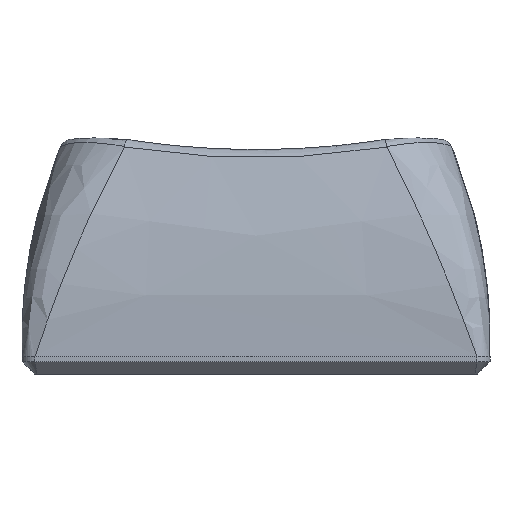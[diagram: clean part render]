
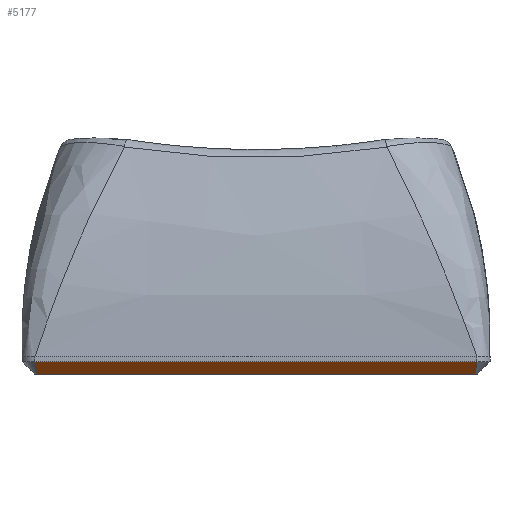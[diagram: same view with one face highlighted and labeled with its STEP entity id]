
A CAD part, front view. The second image highlights one B-rep face of the part: STEP entity #5177.
In plain terms, the highlighted planar face has unit normal (0, -0.707, -0.707).
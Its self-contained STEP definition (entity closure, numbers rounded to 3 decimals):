
#720 = PLANE('',#721);
#721 = AXIS2_PLACEMENT_3D('',#722,#723,#724);
#722 = CARTESIAN_POINT('',(-8.5,-9.,0.672));
#723 = DIRECTION('',(0.,-1.,0.));
#724 = DIRECTION('',(1.,0.,0.));
#1973 = VERTEX_POINT('',#1974);
#1974 = CARTESIAN_POINT('',(-8.5,-9.,0.48));
#2000 = EDGE_CURVE('',#1973,#2001,#2003,.T.);
#2001 = VERTEX_POINT('',#2002);
#2002 = CARTESIAN_POINT('',(8.5,-9.,0.48));
#2003 = SURFACE_CURVE('',#2004,(#2008,#2015),.PCURVE_S1.);
#2004 = LINE('',#2005,#2006);
#2005 = CARTESIAN_POINT('',(-8.5,-9.,0.48));
#2006 = VECTOR('',#2007,1.);
#2007 = DIRECTION('',(1.,0.,0.));
#2008 = PCURVE('',#720,#2009);
#2009 = DEFINITIONAL_REPRESENTATION('',(#2010),#2014);
#2010 = LINE('',#2011,#2012);
#2011 = CARTESIAN_POINT('',(0.,-0.192));
#2012 = VECTOR('',#2013,1.);
#2013 = DIRECTION('',(1.,0.));
#2014 = ( GEOMETRIC_REPRESENTATION_CONTEXT(2) 
PARAMETRIC_REPRESENTATION_CONTEXT() REPRESENTATION_CONTEXT('2D SPACE',''
  ) );
#2015 = PCURVE('',#2016,#2021);
#2016 = PLANE('',#2017);
#2017 = AXIS2_PLACEMENT_3D('',#2018,#2019,#2020);
#2018 = CARTESIAN_POINT('',(-8.5,-8.76,0.24));
#2019 = DIRECTION('',(0.,0.707,0.707)
  );
#2020 = DIRECTION('',(1.,0.,0.));
#2021 = DEFINITIONAL_REPRESENTATION('',(#2022),#2026);
#2022 = LINE('',#2023,#2024);
#2023 = CARTESIAN_POINT('',(0.,-0.339));
#2024 = VECTOR('',#2025,1.);
#2025 = DIRECTION('',(1.,0.));
#2026 = ( GEOMETRIC_REPRESENTATION_CONTEXT(2) 
PARAMETRIC_REPRESENTATION_CONTEXT() REPRESENTATION_CONTEXT('2D SPACE',''
  ) );
#3188 = CONICAL_SURFACE('',#3189,0.7,0.785);
#3189 = AXIS2_PLACEMENT_3D('',#3190,#3191,#3192);
#3190 = CARTESIAN_POINT('',(8.323,-8.323,0.48));
#3191 = DIRECTION('',(-0.,-0.,1.));
#3192 = DIRECTION('',(0.967,-0.253,0.));
#5177 = ADVANCED_FACE('',(#5178),#2016,.F.);
#5178 = FACE_BOUND('',#5179,.F.);
#5179 = EDGE_LOOP('',(#5180,#5215,#5216,#5246));
#5180 = ORIENTED_EDGE('',*,*,#5181,.F.);
#5181 = EDGE_CURVE('',#1973,#5182,#5184,.T.);
#5182 = VERTEX_POINT('',#5183);
#5183 = CARTESIAN_POINT('',(-8.42,-8.52,0.));
#5184 = SURFACE_CURVE('',#5185,(#5190,#5197),.PCURVE_S1.);
#5185 = PARABOLA('',#5186,0.008);
#5186 = AXIS2_PLACEMENT_3D('',#5187,#5188,#5189);
#5187 = CARTESIAN_POINT('',(-8.323,-8.311,
    -0.209));
#5188 = DIRECTION('',(0.,0.707,0.707)
  );
#5189 = DIRECTION('',(0.,-0.707,0.707)
  );
#5190 = PCURVE('',#2016,#5191);
#5191 = DEFINITIONAL_REPRESENTATION('',(#5192),#5196);
#5192 = B_SPLINE_CURVE_WITH_KNOTS('',2,(#5193,#5194,#5195),
  .UNSPECIFIED.,.F.,.F.,(3,3),(-0.177,-0.098),
  .PIECEWISE_BEZIER_KNOTS.);
#5193 = CARTESIAN_POINT('',(0.,-0.339));
#5194 = CARTESIAN_POINT('',(0.04,0.098));
#5195 = CARTESIAN_POINT('',(0.08,0.339));
#5196 = ( GEOMETRIC_REPRESENTATION_CONTEXT(2) 
PARAMETRIC_REPRESENTATION_CONTEXT() REPRESENTATION_CONTEXT('2D SPACE',''
  ) );
#5197 = PCURVE('',#5198,#5203);
#5198 = CONICAL_SURFACE('',#5199,0.7,0.785);
#5199 = AXIS2_PLACEMENT_3D('',#5200,#5201,#5202);
#5200 = CARTESIAN_POINT('',(-8.323,-8.323,0.48));
#5201 = DIRECTION('',(-0.,-0.,1.));
#5202 = DIRECTION('',(-0.253,-0.967,-0.));
#5203 = DEFINITIONAL_REPRESENTATION('',(#5204),#5214);
#5204 = B_SPLINE_CURVE_WITH_KNOTS('',8,(#5205,#5206,#5207,#5208,#5209,
    #5210,#5211,#5212,#5213),.UNSPECIFIED.,.F.,.F.,(9,9),(
    -0.177,-0.098),.PIECEWISE_BEZIER_KNOTS.);
#5205 = CARTESIAN_POINT('',(0.,0.));
#5206 = CARTESIAN_POINT('',(-0.014,-0.077));
#5207 = CARTESIAN_POINT('',(-0.03,-0.15));
#5208 = CARTESIAN_POINT('',(-0.048,-0.217));
#5209 = CARTESIAN_POINT('',(-0.069,-0.28));
#5210 = CARTESIAN_POINT('',(-0.094,-0.337));
#5211 = CARTESIAN_POINT('',(-0.123,-0.39));
#5212 = CARTESIAN_POINT('',(-0.158,-0.437));
#5213 = CARTESIAN_POINT('',(-0.203,-0.48));
#5214 = ( GEOMETRIC_REPRESENTATION_CONTEXT(2) 
PARAMETRIC_REPRESENTATION_CONTEXT() REPRESENTATION_CONTEXT('2D SPACE',''
  ) );
#5215 = ORIENTED_EDGE('',*,*,#2000,.T.);
#5216 = ORIENTED_EDGE('',*,*,#5217,.T.);
#5217 = EDGE_CURVE('',#2001,#5218,#5220,.T.);
#5218 = VERTEX_POINT('',#5219);
#5219 = CARTESIAN_POINT('',(8.42,-8.52,0.));
#5220 = SURFACE_CURVE('',#5221,(#5226,#5233),.PCURVE_S1.);
#5221 = PARABOLA('',#5222,0.008);
#5222 = AXIS2_PLACEMENT_3D('',#5223,#5224,#5225);
#5223 = CARTESIAN_POINT('',(8.323,-8.311,
    -0.209));
#5224 = DIRECTION('',(0.,-0.707,-0.707
    ));
#5225 = DIRECTION('',(0.,-0.707,0.707)
  );
#5226 = PCURVE('',#2016,#5227);
#5227 = DEFINITIONAL_REPRESENTATION('',(#5228),#5232);
#5228 = B_SPLINE_CURVE_WITH_KNOTS('',2,(#5229,#5230,#5231),
  .UNSPECIFIED.,.F.,.F.,(3,3),(-0.177,-0.098),
  .PIECEWISE_BEZIER_KNOTS.);
#5229 = CARTESIAN_POINT('',(17.,-0.339));
#5230 = CARTESIAN_POINT('',(16.96,0.098));
#5231 = CARTESIAN_POINT('',(16.92,0.339));
#5232 = ( GEOMETRIC_REPRESENTATION_CONTEXT(2) 
PARAMETRIC_REPRESENTATION_CONTEXT() REPRESENTATION_CONTEXT('2D SPACE',''
  ) );
#5233 = PCURVE('',#3188,#5234);
#5234 = DEFINITIONAL_REPRESENTATION('',(#5235),#5245);
#5235 = B_SPLINE_CURVE_WITH_KNOTS('',8,(#5236,#5237,#5238,#5239,#5240,
    #5241,#5242,#5243,#5244),.UNSPECIFIED.,.F.,.F.,(9,9),(
    -0.177,-0.098),.PIECEWISE_BEZIER_KNOTS.);
#5236 = CARTESIAN_POINT('',(-1.059,0.));
#5237 = CARTESIAN_POINT('',(-1.045,-0.077));
#5238 = CARTESIAN_POINT('',(-1.029,-0.15));
#5239 = CARTESIAN_POINT('',(-1.01,-0.217));
#5240 = CARTESIAN_POINT('',(-0.99,-0.28));
#5241 = CARTESIAN_POINT('',(-0.965,-0.337));
#5242 = CARTESIAN_POINT('',(-0.936,-0.39));
#5243 = CARTESIAN_POINT('',(-0.901,-0.437));
#5244 = CARTESIAN_POINT('',(-0.856,-0.48));
#5245 = ( GEOMETRIC_REPRESENTATION_CONTEXT(2) 
PARAMETRIC_REPRESENTATION_CONTEXT() REPRESENTATION_CONTEXT('2D SPACE',''
  ) );
#5246 = ORIENTED_EDGE('',*,*,#5247,.F.);
#5247 = EDGE_CURVE('',#5182,#5218,#5248,.T.);
#5248 = SURFACE_CURVE('',#5249,(#5253,#5260),.PCURVE_S1.);
#5249 = LINE('',#5250,#5251);
#5250 = CARTESIAN_POINT('',(-8.5,-8.52,0.));
#5251 = VECTOR('',#5252,1.);
#5252 = DIRECTION('',(1.,0.,0.));
#5253 = PCURVE('',#2016,#5254);
#5254 = DEFINITIONAL_REPRESENTATION('',(#5255),#5259);
#5255 = LINE('',#5256,#5257);
#5256 = CARTESIAN_POINT('',(0.,0.339));
#5257 = VECTOR('',#5258,1.);
#5258 = DIRECTION('',(1.,0.));
#5259 = ( GEOMETRIC_REPRESENTATION_CONTEXT(2) 
PARAMETRIC_REPRESENTATION_CONTEXT() REPRESENTATION_CONTEXT('2D SPACE',''
  ) );
#5260 = PCURVE('',#5261,#5266);
#5261 = PLANE('',#5262);
#5262 = AXIS2_PLACEMENT_3D('',#5263,#5264,#5265);
#5263 = CARTESIAN_POINT('',(8.5,9.,0.));
#5264 = DIRECTION('',(0.,0.,-1.));
#5265 = DIRECTION('',(-1.,0.,0.));
#5266 = DEFINITIONAL_REPRESENTATION('',(#5267),#5271);
#5267 = LINE('',#5268,#5269);
#5268 = CARTESIAN_POINT('',(17.,-17.52));
#5269 = VECTOR('',#5270,1.);
#5270 = DIRECTION('',(-1.,0.));
#5271 = ( GEOMETRIC_REPRESENTATION_CONTEXT(2) 
PARAMETRIC_REPRESENTATION_CONTEXT() REPRESENTATION_CONTEXT('2D SPACE',''
  ) );
